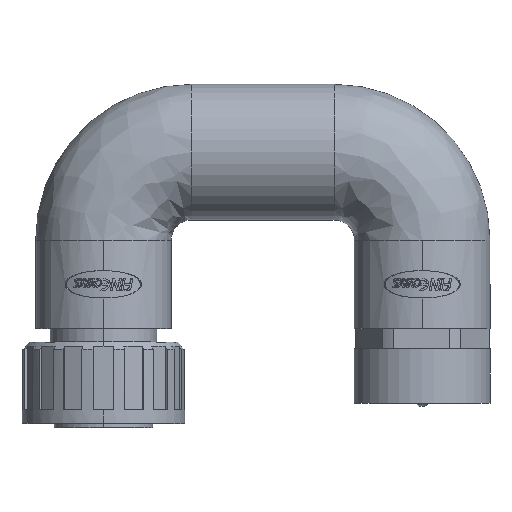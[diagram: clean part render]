
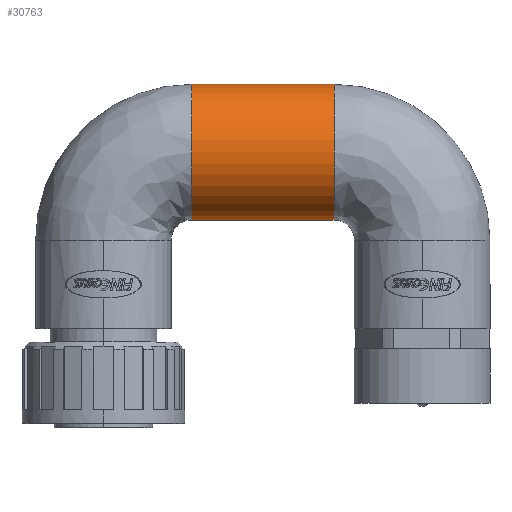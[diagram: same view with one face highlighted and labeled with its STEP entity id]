
A CAD part, top view. The second image highlights one B-rep face of the part: STEP entity #30763.
In plain terms, the highlighted cylindrical face has radius 10 mm (diameter 20 mm), a partial arc.
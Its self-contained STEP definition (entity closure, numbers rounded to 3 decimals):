
#628 = DIRECTION ( 'NONE',  ( 0., 1., 0. ) ) ;
#788 = CARTESIAN_POINT ( 'NONE',  ( 13., 36., 0. ) ) ;
#1384 = CARTESIAN_POINT ( 'NONE',  ( 13., 26., 0. ) ) ;
#1663 = VERTEX_POINT ( 'NONE', #29857 ) ;
#1679 = CARTESIAN_POINT ( 'NONE',  ( 13., 16., 0. ) ) ;
#3799 = CARTESIAN_POINT ( 'NONE',  ( 34., 16., 0. ) ) ;
#3807 = AXIS2_PLACEMENT_3D ( 'NONE', #1384, #18748, #3909 ) ;
#3909 = DIRECTION ( 'NONE',  ( 0., 1., 0. ) ) ;
#4085 = VECTOR ( 'NONE', #9068, 1000. ) ;
#4212 = DIRECTION ( 'NONE',  ( 1., 0., 0. ) ) ;
#5234 = VERTEX_POINT ( 'NONE', #3799 ) ;
#6721 = DIRECTION ( 'NONE',  ( 0., 1., 0. ) ) ;
#7365 = EDGE_CURVE ( 'NONE', #8313, #28129, #17190, .T. ) ;
#7856 = CIRCLE ( 'NONE', #8378, 10. ) ;
#8313 = VERTEX_POINT ( 'NONE', #788 ) ;
#8378 = AXIS2_PLACEMENT_3D ( 'NONE', #30626, #15430, #628 ) ;
#8884 = CARTESIAN_POINT ( 'NONE',  ( 13., 36., 0. ) ) ;
#9068 = DIRECTION ( 'NONE',  ( 1., 0., 0. ) ) ;
#13275 = LINE ( 'NONE', #1679, #19139 ) ;
#13429 = ORIENTED_EDGE ( 'NONE', *, *, #14709, .T. ) ;
#14709 = EDGE_CURVE ( 'NONE', #8313, #1663, #17724, .T. ) ;
#15105 = ORIENTED_EDGE ( 'NONE', *, *, #27385, .T. ) ;
#15430 = DIRECTION ( 'NONE',  ( -1., 0., 0. ) ) ;
#16441 = CYLINDRICAL_SURFACE ( 'NONE', #22282, 10. ) ;
#17190 = LINE ( 'NONE', #8884, #4085 ) ;
#17243 = FACE_OUTER_BOUND ( 'NONE', #27160, .T. ) ;
#17724 = CIRCLE ( 'NONE', #3807, 10. ) ;
#18748 = DIRECTION ( 'NONE',  ( 1., 0., 0. ) ) ;
#19139 = VECTOR ( 'NONE', #4212, 1000. ) ;
#19836 = EDGE_CURVE ( 'NONE', #1663, #5234, #13275, .T. ) ;
#21689 = DIRECTION ( 'NONE',  ( 1., 0., 0. ) ) ;
#22282 = AXIS2_PLACEMENT_3D ( 'NONE', #24154, #21689, #6721 ) ;
#24154 = CARTESIAN_POINT ( 'NONE',  ( 13., 26., 0. ) ) ;
#25931 = ORIENTED_EDGE ( 'NONE', *, *, #7365, .F. ) ;
#26663 = ORIENTED_EDGE ( 'NONE', *, *, #19836, .T. ) ;
#27160 = EDGE_LOOP ( 'NONE', ( #13429, #26663, #15105, #25931 ) ) ;
#27385 = EDGE_CURVE ( 'NONE', #5234, #28129, #7856, .T. ) ;
#28129 = VERTEX_POINT ( 'NONE', #29292 ) ;
#29292 = CARTESIAN_POINT ( 'NONE',  ( 34., 36., 0. ) ) ;
#29857 = CARTESIAN_POINT ( 'NONE',  ( 13., 16., 0. ) ) ;
#30626 = CARTESIAN_POINT ( 'NONE',  ( 34., 26., 0. ) ) ;
#30763 = ADVANCED_FACE ( 'NONE', ( #17243 ), #16441, .T. ) ;
